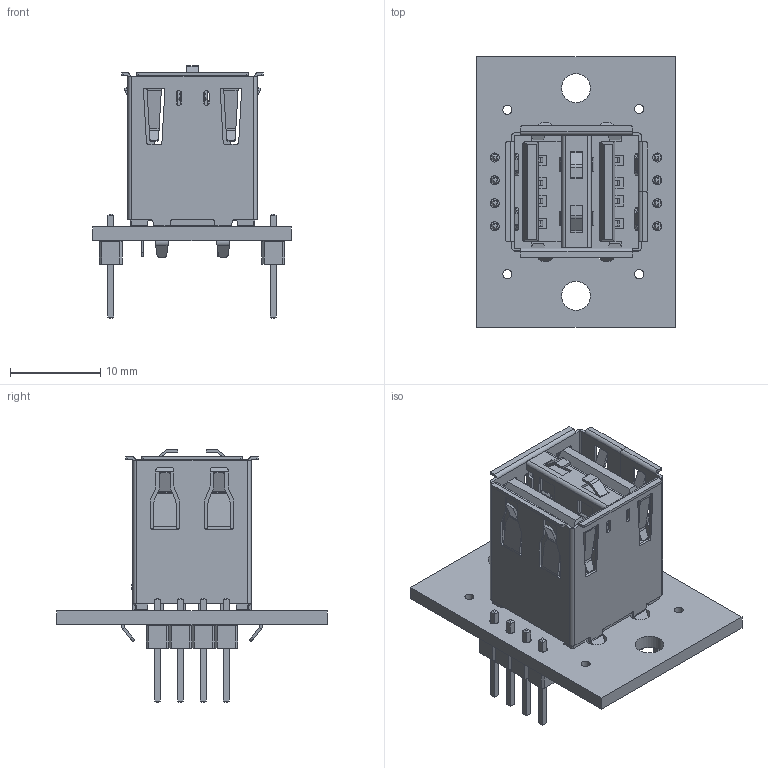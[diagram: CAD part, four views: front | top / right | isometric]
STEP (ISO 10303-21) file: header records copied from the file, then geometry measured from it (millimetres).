
FILE_DESCRIPTION(('KiCad electronic assembly'),'2;1');
FILE_NAME('dual-USB_breakout.step','2025-04-17T10:30:35',('Pcbnew'),( 'Kicad'),'Open CASCADE STEP processor 7.8','KiCad to STEP converter' ,'Unknown');
FILE_SCHEMA(('AUTOMOTIVE_DESIGN { 1 0 10303 214 1 1 1 1 }'));
Length unit declared in the file: millimetre
Products named in the file (4): dual-USB_breakout 1; 614008235023; PinHeader_1x04_P2.54mm_Vertical; Dual-USB_breakout_PCB
Assembly tree (4 placements, depth 2):
  dual-USB_breakout 1
    614008235023
    PinHeader_1x04_P2.54mm_Vertical  x2
    Dual-USB_breakout_PCB
Bounding box: 22 x 30 x 28.01 mm (x, y, z)
Volume: 2532.1 mm3; surface area: 6150.1 mm2
Topology: 11 solids, 11 shells, 1597 faces, 4344 edges, 2766 vertices
Faces by surface type: plane 1099, cylinder 410, bspline 88
Full cylindrical faces by diameter (mm): 0.92 x8, 1 x12, 2.3 x4, 3.2 x2
Entity records: 58886 total; most frequent: CARTESIAN_POINT 10810, ORIENTED_EDGE 8212, DIRECTION 7306, EDGE_CURVE 4106, LINE 3150, VECTOR 3150, VERTEX_POINT 2618, AXIS2_PLACEMENT_3D 2078
